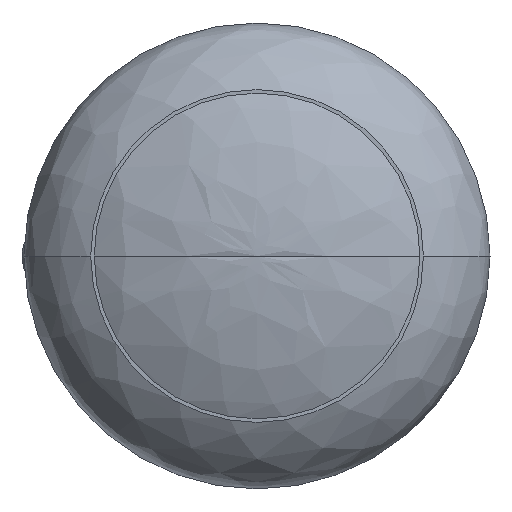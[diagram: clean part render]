
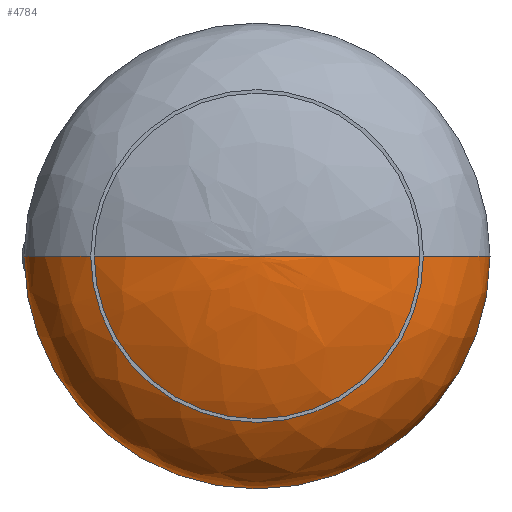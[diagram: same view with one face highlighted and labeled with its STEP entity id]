
A CAD part, front view. The second image highlights one B-rep face of the part: STEP entity #4784.
In plain terms, the highlighted free-form (B-spline) face has degree [3, 3] with [4, 4] control points.
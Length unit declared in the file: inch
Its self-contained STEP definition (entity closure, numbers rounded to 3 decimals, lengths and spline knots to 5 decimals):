
#818 = CARTESIAN_POINT ( 'NONE',  ( -7., 2.35078, 0. ) ) ;
#933 = CARTESIAN_POINT ( 'NONE',  ( 4.10051, 3.82, 8.20101 ) ) ;
#1049 = CARTESIAN_POINT ( 'NONE',  ( -4.10051, 3.82, 0. ) ) ;
#1314 = VERTEX_POINT ( 'NONE', #17117 ) ;
#1872 = EDGE_CURVE ( 'NONE', #1314, #17577, #6761, .T. ) ;
#2420 = DIRECTION ( 'NONE',  ( 0., -1., 0. ) ) ;
#2903 = CARTESIAN_POINT ( 'NONE',  ( 0., 3.82, 0. ) ) ;
#3337 = CARTESIAN_POINT ( 'NONE',  ( 0., 3.82, 0. ) ) ;
#4736 = CARTESIAN_POINT ( 'NONE',  ( 7., 2.35078, 0. ) ) ;
#4784 = ADVANCED_FACE ( 'NONE', ( #9667 ), #19022, .F. ) ;
#5625 = CARTESIAN_POINT ( 'NONE',  ( 7., 0.273, 0. ) ) ;
#6171 = CARTESIAN_POINT ( 'NONE',  ( -7., 0.273, 0. ) ) ;
#6614 = CARTESIAN_POINT ( 'NONE',  ( 0., 3.82, 0. ) ) ;
#6761 =( BOUNDED_CURVE ( )  B_SPLINE_CURVE ( 3, ( #6614, #9598, #16634, #6171 ),
 .UNSPECIFIED., .F., .T. ) 
 B_SPLINE_CURVE_WITH_KNOTS ( ( 4, 4 ),
 ( 4.71239, 6.28319 ),
 .UNSPECIFIED. ) 
 CURVE ( )  GEOMETRIC_REPRESENTATION_ITEM ( )  RATIONAL_B_SPLINE_CURVE ( ( 1., 0.805, 0.805, 1. ) ) 
 REPRESENTATION_ITEM ( '' )  );
#7345 = CARTESIAN_POINT ( 'NONE',  ( 7., 2.35078, 0. ) ) ;
#7847 = CARTESIAN_POINT ( 'NONE',  ( -7., 0.273, 14. ) ) ;
#7961 = CARTESIAN_POINT ( 'NONE',  ( 7., 0.273, 14. ) ) ;
#9598 = CARTESIAN_POINT ( 'NONE',  ( -4.10051, 3.82, 0. ) ) ;
#9667 = FACE_OUTER_BOUND ( 'NONE', #20540, .T. ) ;
#11383 = CARTESIAN_POINT ( 'NONE',  ( 0., 3.82, 0. ) ) ;
#11518 = CARTESIAN_POINT ( 'NONE',  ( 7., 0.273, 0. ) ) ;
#11927 = EDGE_CURVE ( 'NONE', #15729, #17577, #15798, .T. ) ;
#12118 = CARTESIAN_POINT ( 'NONE',  ( -7., 0.273, 0. ) ) ;
#12398 = CARTESIAN_POINT ( 'NONE',  ( 4.10051, 3.82, 0. ) ) ;
#12427 =( BOUNDED_CURVE ( )  B_SPLINE_CURVE ( 3, ( #3337, #12398, #7345, #5625 ),
 .UNSPECIFIED., .F., .T. ) 
 B_SPLINE_CURVE_WITH_KNOTS ( ( 4, 4 ),
 ( 4.71239, 6.28319 ),
 .UNSPECIFIED. ) 
 CURVE ( )  GEOMETRIC_REPRESENTATION_ITEM ( )  RATIONAL_B_SPLINE_CURVE ( ( 1., 0.805, 0.805, 1. ) ) 
 REPRESENTATION_ITEM ( '' )  );
#12536 = ORIENTED_EDGE ( 'NONE', *, *, #1872, .T. ) ;
#13136 = CARTESIAN_POINT ( 'NONE',  ( 7., 0.273, 0. ) ) ;
#13252 = CARTESIAN_POINT ( 'NONE',  ( 7., 2.35078, 14. ) ) ;
#13601 = ORIENTED_EDGE ( 'NONE', *, *, #11927, .F. ) ;
#15093 = CARTESIAN_POINT ( 'NONE',  ( -7., 2.35078, 14. ) ) ;
#15729 = VERTEX_POINT ( 'NONE', #11518 ) ;
#15798 = CIRCLE ( 'NONE', #19861, 7. ) ;
#15800 = ORIENTED_EDGE ( 'NONE', *, *, #19725, .F. ) ;
#16336 = DIRECTION ( 'NONE',  ( 1., 0., 0. ) ) ;
#16634 = CARTESIAN_POINT ( 'NONE',  ( -7., 2.35078, 0. ) ) ;
#16709 = CARTESIAN_POINT ( 'NONE',  ( 0., 3.82, 0. ) ) ;
#17117 = CARTESIAN_POINT ( 'NONE',  ( 0., 3.82, 0. ) ) ;
#17577 = VERTEX_POINT ( 'NONE', #12118 ) ;
#18432 = CARTESIAN_POINT ( 'NONE',  ( -7., 0.273, 0. ) ) ;
#18767 = CARTESIAN_POINT ( 'NONE',  ( -4.10051, 3.82, 8.20101 ) ) ;
#19022 =( BOUNDED_SURFACE ( )  B_SPLINE_SURFACE ( 3, 3, ( 
 ( #22127, #11383, #2903, #16709 ),
 ( #22017, #933, #18767, #1049 ),
 ( #4736, #13252, #15093, #818 ),
 ( #13136, #7961, #7847, #18432 ) ),
 .UNSPECIFIED., .F., .F., .F. ) 
 B_SPLINE_SURFACE_WITH_KNOTS ( ( 4, 4 ),
 ( 4, 4 ),
 ( 0., 1. ),
 ( 0., 1. ),
 .UNSPECIFIED. ) 
 GEOMETRIC_REPRESENTATION_ITEM ( )  RATIONAL_B_SPLINE_SURFACE ( (
 ( 1., 0.333, 0.333, 1.),
 ( 0.805, 0.268, 0.268, 0.805),
 ( 0.805, 0.268, 0.268, 0.805),
 ( 1., 0.333, 0.333, 1.) ) ) 
 REPRESENTATION_ITEM ( '' )  SURFACE ( )  );
#19725 = EDGE_CURVE ( 'NONE', #1314, #15729, #12427, .T. ) ;
#19861 = AXIS2_PLACEMENT_3D ( 'NONE', #20025, #2420, #16336 ) ;
#20025 = CARTESIAN_POINT ( 'NONE',  ( 0., 0.273, 0. ) ) ;
#20540 = EDGE_LOOP ( 'NONE', ( #15800, #12536, #13601 ) ) ;
#22017 = CARTESIAN_POINT ( 'NONE',  ( 4.10051, 3.82, 0. ) ) ;
#22127 = CARTESIAN_POINT ( 'NONE',  ( 0., 3.82, 0. ) ) ;
